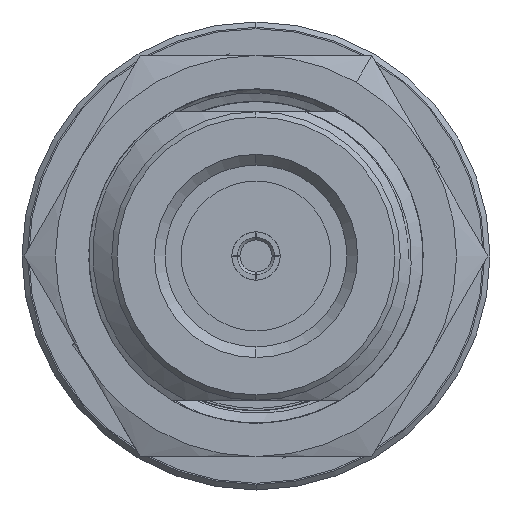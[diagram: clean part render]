
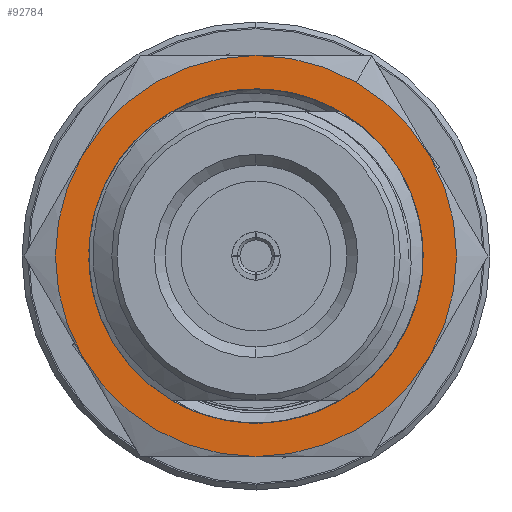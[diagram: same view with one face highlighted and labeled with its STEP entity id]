
A CAD part, left-side view. The second image highlights one B-rep face of the part: STEP entity #92784.
In plain terms, the highlighted planar face has unit normal (-1, 0, 0).
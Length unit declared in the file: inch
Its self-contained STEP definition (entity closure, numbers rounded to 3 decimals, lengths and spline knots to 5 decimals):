
#329 = DIRECTION ( 'NONE',  ( 0., -0.5, 0.866 ) ) ;
#501 = EDGE_CURVE ( 'NONE', #29444, #40883, #50191, .T. ) ;
#1741 = EDGE_CURVE ( 'NONE', #72052, #18397, #41836, .T. ) ;
#2697 = EDGE_CURVE ( 'NONE', #77548, #13564, #102078, .T. ) ;
#3660 = AXIS2_PLACEMENT_3D ( 'NONE', #31595, #65565, #40219 ) ;
#5428 = CARTESIAN_POINT ( 'NONE',  ( 0.46842, 0.32476, 0.1875 ) ) ;
#6780 = PLANE ( 'NONE',  #27882 ) ;
#7027 = DIRECTION ( 'NONE',  ( 0., -0.5, 0.866 ) ) ;
#9330 = CARTESIAN_POINT ( 'NONE',  ( 0.46842, 0.15625, -0.27063 ) ) ;
#10572 = CIRCLE ( 'NONE', #89796, 0.3125 ) ;
#12607 = CARTESIAN_POINT ( 'NONE',  ( 0.46842, 0., 0. ) ) ;
#12869 = DIRECTION ( 'NONE',  ( 0., -0.5, 0.866 ) ) ;
#13564 = VERTEX_POINT ( 'NONE', #98119 ) ;
#14333 = DIRECTION ( 'NONE',  ( 0., 1., 0. ) ) ;
#17225 = CARTESIAN_POINT ( 'NONE',  ( 0.46842, 0., 0. ) ) ;
#18397 = VERTEX_POINT ( 'NONE', #24567 ) ;
#19749 = EDGE_LOOP ( 'NONE', ( #51699, #84781, #23258 ) ) ;
#20643 = CARTESIAN_POINT ( 'NONE',  ( 0.46842, 0., 0. ) ) ;
#22961 = DIRECTION ( 'NONE',  ( 1., 0., 0. ) ) ;
#23258 = ORIENTED_EDGE ( 'NONE', *, *, #1741, .T. ) ;
#24567 = CARTESIAN_POINT ( 'NONE',  ( 0.46842, 0.11635, -0.29003 ) ) ;
#27730 = AXIS2_PLACEMENT_3D ( 'NONE', #37123, #101837, #12869 ) ;
#27882 = AXIS2_PLACEMENT_3D ( 'NONE', #104387, #22961, #14333 ) ;
#28243 = DIRECTION ( 'NONE',  ( -1., 0., 0. ) ) ;
#29444 = VERTEX_POINT ( 'NONE', #5428 ) ;
#31595 = CARTESIAN_POINT ( 'NONE',  ( 0.46842, 0., 0. ) ) ;
#33190 = DIRECTION ( 'NONE',  ( -1., 0., 0. ) ) ;
#35673 = CARTESIAN_POINT ( 'NONE',  ( 0.46842, 0., -0.375 ) ) ;
#37123 = CARTESIAN_POINT ( 'NONE',  ( 0.46842, 0., 0. ) ) ;
#37360 = ORIENTED_EDGE ( 'NONE', *, *, #83195, .T. ) ;
#37780 = CARTESIAN_POINT ( 'NONE',  ( 0.46842, 0., 0. ) ) ;
#40219 = DIRECTION ( 'NONE',  ( 0., -0.5, 0.866 ) ) ;
#40883 = VERTEX_POINT ( 'NONE', #66071 ) ;
#41836 = CIRCLE ( 'NONE', #69381, 0.3125 ) ;
#41844 = DIRECTION ( 'NONE',  ( 1., 0., 0. ) ) ;
#43943 = EDGE_CURVE ( 'NONE', #48926, #29444, #53390, .T. ) ;
#44902 = AXIS2_PLACEMENT_3D ( 'NONE', #20643, #56122, #7027 ) ;
#48351 = CARTESIAN_POINT ( 'NONE',  ( 0.46842, 0., 0. ) ) ;
#48926 = VERTEX_POINT ( 'NONE', #103071 ) ;
#50191 = CIRCLE ( 'NONE', #3660, 0.375 ) ;
#51699 = ORIENTED_EDGE ( 'NONE', *, *, #69457, .T. ) ;
#52842 = DIRECTION ( 'NONE',  ( -1., 0., 0. ) ) ;
#53390 = CIRCLE ( 'NONE', #87892, 0.375 ) ;
#53702 = AXIS2_PLACEMENT_3D ( 'NONE', #48351, #41844, #329 ) ;
#56122 = DIRECTION ( 'NONE',  ( 1., 0., 0. ) ) ;
#57033 = CIRCLE ( 'NONE', #84632, 0.375 ) ;
#60474 = CIRCLE ( 'NONE', #27730, 0.375 ) ;
#61169 = DIRECTION ( 'NONE',  ( 0., -0.5, 0.866 ) ) ;
#62345 = CARTESIAN_POINT ( 'NONE',  ( 0.46842, -0.1875, 0.32476 ) ) ;
#64046 = CIRCLE ( 'NONE', #53702, 0.3125 ) ;
#64263 = AXIS2_PLACEMENT_3D ( 'NONE', #84911, #33190, #92999 ) ;
#65565 = DIRECTION ( 'NONE',  ( -1., 0., 0. ) ) ;
#66071 = CARTESIAN_POINT ( 'NONE',  ( 0.46842, 0.32476, -0.1875 ) ) ;
#67392 = CIRCLE ( 'NONE', #70874, 0.375 ) ;
#67754 = EDGE_CURVE ( 'NONE', #94401, #101429, #60474, .T. ) ;
#69381 = AXIS2_PLACEMENT_3D ( 'NONE', #17225, #91640, #75994 ) ;
#69457 = EDGE_CURVE ( 'NONE', #18397, #70085, #10572, .T. ) ;
#70085 = VERTEX_POINT ( 'NONE', #9330 ) ;
#70874 = AXIS2_PLACEMENT_3D ( 'NONE', #12607, #28243, #61169 ) ;
#71535 = EDGE_CURVE ( 'NONE', #40883, #77548, #67392, .T. ) ;
#71771 = DIRECTION ( 'NONE',  ( 0., -0.5, 0.866 ) ) ;
#71967 = CARTESIAN_POINT ( 'NONE',  ( 0.46842, -0.32476, 0.1875 ) ) ;
#72052 = VERTEX_POINT ( 'NONE', #77213 ) ;
#73122 = DIRECTION ( 'NONE',  ( 0., -0.5, 0.866 ) ) ;
#75526 = DIRECTION ( 'NONE',  ( 0., -0.5, 0.866 ) ) ;
#75994 = DIRECTION ( 'NONE',  ( 0., -0.5, 0.866 ) ) ;
#77213 = CARTESIAN_POINT ( 'NONE',  ( 0.46842, 0.28735, -0.12282 ) ) ;
#77324 = ORIENTED_EDGE ( 'NONE', *, *, #71535, .T. ) ;
#77548 = VERTEX_POINT ( 'NONE', #35673 ) ;
#79322 = DIRECTION ( 'NONE',  ( -1., 0., 0. ) ) ;
#80173 = EDGE_CURVE ( 'NONE', #94401, #13564, #81125, .T. ) ;
#81125 = CIRCLE ( 'NONE', #44902, 0.375 ) ;
#81218 = DIRECTION ( 'NONE',  ( 1., 0., 0. ) ) ;
#83195 = EDGE_CURVE ( 'NONE', #101429, #48926, #57033, .T. ) ;
#84605 = ORIENTED_EDGE ( 'NONE', *, *, #43943, .T. ) ;
#84632 = AXIS2_PLACEMENT_3D ( 'NONE', #37780, #79322, #71771 ) ;
#84781 = ORIENTED_EDGE ( 'NONE', *, *, #96074, .T. ) ;
#84911 = CARTESIAN_POINT ( 'NONE',  ( 0.46842, 0., 0. ) ) ;
#86796 = EDGE_LOOP ( 'NONE', ( #100762, #37360, #84605, #89990, #77324, #106274, #103141 ) ) ;
#87892 = AXIS2_PLACEMENT_3D ( 'NONE', #91702, #52842, #75526 ) ;
#88222 = FACE_OUTER_BOUND ( 'NONE', #86796, .T. ) ;
#89796 = AXIS2_PLACEMENT_3D ( 'NONE', #103875, #81218, #73122 ) ;
#89990 = ORIENTED_EDGE ( 'NONE', *, *, #501, .T. ) ;
#91640 = DIRECTION ( 'NONE',  ( 1., 0., 0. ) ) ;
#91702 = CARTESIAN_POINT ( 'NONE',  ( 0.46842, 0., 0. ) ) ;
#92784 = ADVANCED_FACE ( 'NONE', ( #96832, #88222 ), #6780, .F. ) ;
#92999 = DIRECTION ( 'NONE',  ( 0., -0.5, 0.866 ) ) ;
#94401 = VERTEX_POINT ( 'NONE', #71967 ) ;
#96074 = EDGE_CURVE ( 'NONE', #70085, #72052, #64046, .T. ) ;
#96832 = FACE_BOUND ( 'NONE', #19749, .T. ) ;
#98119 = CARTESIAN_POINT ( 'NONE',  ( 0.46842, -0.32476, -0.1875 ) ) ;
#100762 = ORIENTED_EDGE ( 'NONE', *, *, #67754, .T. ) ;
#101429 = VERTEX_POINT ( 'NONE', #62345 ) ;
#101837 = DIRECTION ( 'NONE',  ( -1., 0., 0. ) ) ;
#102078 = CIRCLE ( 'NONE', #64263, 0.375 ) ;
#103071 = CARTESIAN_POINT ( 'NONE',  ( 0.46842, 0., 0.375 ) ) ;
#103141 = ORIENTED_EDGE ( 'NONE', *, *, #80173, .F. ) ;
#103875 = CARTESIAN_POINT ( 'NONE',  ( 0.46842, 0., 0. ) ) ;
#104387 = CARTESIAN_POINT ( 'NONE',  ( 0.46842, 0., 0. ) ) ;
#106274 = ORIENTED_EDGE ( 'NONE', *, *, #2697, .T. ) ;
